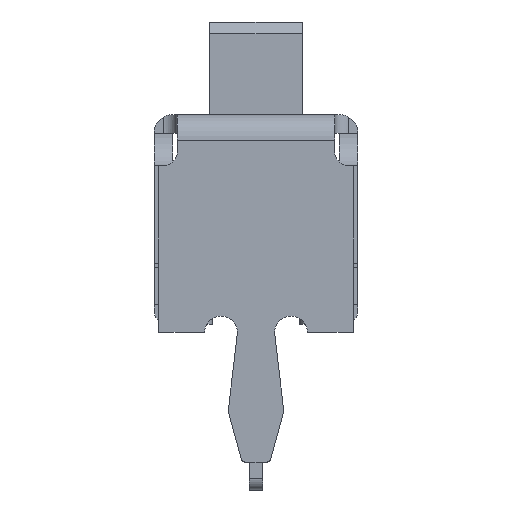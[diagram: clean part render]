
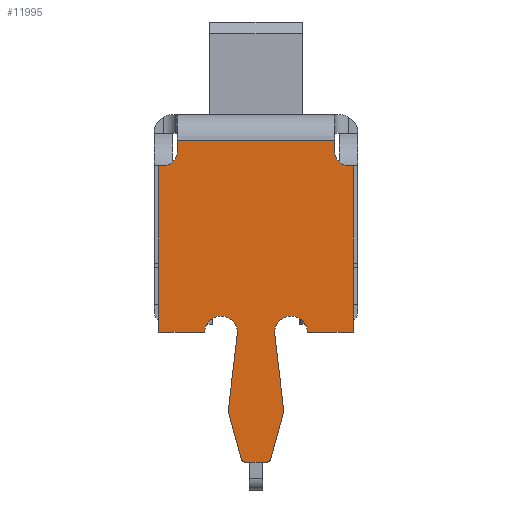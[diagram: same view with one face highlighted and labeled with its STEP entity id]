
A CAD part, left-side view. The second image highlights one B-rep face of the part: STEP entity #11995.
In plain terms, the highlighted planar face has unit normal (-1, 0, 0).
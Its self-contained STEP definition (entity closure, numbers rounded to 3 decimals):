
#8705=CARTESIAN_POINT('',(-7.35,-0.755,-0.6));
#8706=DIRECTION('',(1.,0.,0.));
#8707=DIRECTION('',(0.,1.,0.));
#8708=AXIS2_PLACEMENT_3D('',#8705,#8706,#8707);
#8710=DIRECTION('',(0.,-0.117,-0.993));
#8711=VECTOR('',#8710,1.712);
#8712=CARTESIAN_POINT('',(-7.35,-0.4,-0.6));
#8713=LINE('',#8712,#8711);
#8714=DIRECTION('',(0.,0.263,-0.965));
#8715=VECTOR('',#8714,1.064);
#8716=CARTESIAN_POINT('',(-7.35,-0.6,-2.3));
#8717=LINE('',#8716,#8715);
#8718=CARTESIAN_POINT('',(-7.35,-0.224,-3.3));
#8719=DIRECTION('',(-1.,0.,0.));
#8720=DIRECTION('',(0.,0.,-1.));
#8721=AXIS2_PLACEMENT_3D('',#8718,#8719,#8720);
#8723=DIRECTION('',(0.,1.,0.));
#8724=VECTOR('',#8723,0.447);
#8725=CARTESIAN_POINT('',(-7.35,-0.224,-3.4));
#8726=LINE('',#8725,#8724);
#8727=CARTESIAN_POINT('',(-7.35,0.224,-3.3));
#8728=DIRECTION('',(-1.,0.,0.));
#8729=DIRECTION('',(0.,0.965,-0.263));
#8730=AXIS2_PLACEMENT_3D('',#8727,#8728,#8729);
#8732=DIRECTION('',(0.,0.263,0.965));
#8733=VECTOR('',#8732,1.064);
#8734=CARTESIAN_POINT('',(-7.35,0.32,-3.326));
#8735=LINE('',#8734,#8733);
#8736=DIRECTION('',(0.,-0.117,0.993));
#8737=VECTOR('',#8736,1.712);
#8738=CARTESIAN_POINT('',(-7.35,0.6,-2.3));
#8739=LINE('',#8738,#8737);
#8740=CARTESIAN_POINT('',(-7.35,0.755,-0.6));
#8741=DIRECTION('',(1.,0.,0.));
#8742=DIRECTION('',(0.,1.,0.));
#8743=AXIS2_PLACEMENT_3D('',#8740,#8741,#8742);
#8745=DIRECTION('',(0.,-1.,0.));
#8746=VECTOR('',#8745,0.1);
#8747=CARTESIAN_POINT('',(-7.35,2.1,3.));
#8748=LINE('',#8747,#8746);
#8749=DIRECTION('',(0.,0.,-1.));
#8750=VECTOR('',#8749,0.249);
#8751=CARTESIAN_POINT('',(-7.35,1.7,3.549));
#8752=LINE('',#8751,#8750);
#8753=DIRECTION('',(0.,1.,0.));
#8754=VECTOR('',#8753,3.4);
#8755=CARTESIAN_POINT('',(-7.35,-1.7,3.549));
#8756=LINE('',#8755,#8754);
#8757=DIRECTION('',(0.,0.,-1.));
#8758=VECTOR('',#8757,0.249);
#8759=CARTESIAN_POINT('',(-7.35,-1.7,3.549));
#8760=LINE('',#8759,#8758);
#8761=DIRECTION('',(0.,1.,0.));
#8762=VECTOR('',#8761,0.1);
#8763=CARTESIAN_POINT('',(-7.35,-2.1,3.));
#8764=LINE('',#8763,#8762);
#8769=DIRECTION('',(0.,1.,0.));
#8770=VECTOR('',#8769,0.991);
#8771=CARTESIAN_POINT('',(-7.35,-2.1,-0.6));
#8772=LINE('',#8771,#8770);
#8777=DIRECTION('',(0.,1.,0.));
#8778=VECTOR('',#8777,0.991);
#8779=CARTESIAN_POINT('',(-7.35,1.109,-0.6));
#8780=LINE('',#8779,#8778);
#8793=DIRECTION('',(0.,0.,-1.));
#8794=VECTOR('',#8793,3.6);
#8795=CARTESIAN_POINT('',(-7.35,-2.1,3.));
#8796=LINE('',#8795,#8794);
#8806=CARTESIAN_POINT('',(-7.35,-2.,3.3));
#8807=DIRECTION('',(1.,0.,0.));
#8808=DIRECTION('',(0.,0.,-1.));
#8809=AXIS2_PLACEMENT_3D('',#8806,#8807,#8808);
#8915=CARTESIAN_POINT('',(-7.35,2.,3.3));
#8916=DIRECTION('',(1.,0.,0.));
#8917=DIRECTION('',(0.,-1.,0.));
#8918=AXIS2_PLACEMENT_3D('',#8915,#8916,#8917);
#8933=DIRECTION('',(0.,0.,-1.));
#8934=VECTOR('',#8933,3.6);
#8935=CARTESIAN_POINT('',(-7.35,2.1,3.));
#8936=LINE('',#8935,#8934);
#9359=CARTESIAN_POINT('',(-7.35,-2.1,-0.6));
#9361=VERTEX_POINT('',#9359);
#9363=CARTESIAN_POINT('',(-7.35,2.1,-0.6));
#9365=VERTEX_POINT('',#9363);
#9367=CARTESIAN_POINT('',(-7.35,-0.6,-2.3));
#9369=VERTEX_POINT('',#9367);
#9371=CARTESIAN_POINT('',(-7.35,0.6,-2.3));
#9373=VERTEX_POINT('',#9371);
#9375=CARTESIAN_POINT('',(-7.35,2.1,3.));
#9377=VERTEX_POINT('',#9375);
#9380=CARTESIAN_POINT('',(-7.35,1.7,3.549));
#9382=VERTEX_POINT('',#9380);
#9387=CARTESIAN_POINT('',(-7.35,-2.1,3.));
#9389=VERTEX_POINT('',#9387);
#9392=CARTESIAN_POINT('',(-7.35,-1.7,3.549));
#9394=VERTEX_POINT('',#9392);
#9407=CARTESIAN_POINT('',(-7.35,1.7,3.3));
#9409=VERTEX_POINT('',#9407);
#9411=CARTESIAN_POINT('',(-7.35,2.,3.));
#9413=VERTEX_POINT('',#9411);
#9424=CARTESIAN_POINT('',(-7.35,-1.7,3.3));
#9426=VERTEX_POINT('',#9424);
#9428=CARTESIAN_POINT('',(-7.35,-2.,3.));
#9430=VERTEX_POINT('',#9428);
#9431=CARTESIAN_POINT('',(-7.35,0.32,-3.326));
#9432=CARTESIAN_POINT('',(-7.35,0.224,-3.4));
#9433=VERTEX_POINT('',#9431);
#9434=VERTEX_POINT('',#9432);
#9439=CARTESIAN_POINT('',(-7.35,-0.224,-3.4));
#9440=CARTESIAN_POINT('',(-7.35,-0.32,-3.326));
#9441=VERTEX_POINT('',#9439);
#9442=VERTEX_POINT('',#9440);
#9447=CARTESIAN_POINT('',(-7.35,-0.4,-0.6));
#9448=CARTESIAN_POINT('',(-7.35,-1.109,-0.6));
#9449=VERTEX_POINT('',#9447);
#9450=VERTEX_POINT('',#9448);
#9451=CARTESIAN_POINT('',(-7.35,1.109,-0.6));
#9452=CARTESIAN_POINT('',(-7.35,0.4,-0.6));
#9453=VERTEX_POINT('',#9451);
#9454=VERTEX_POINT('',#9452);
#11950=CARTESIAN_POINT('',(-7.35,-2.1,3.549));
#11951=DIRECTION('',(1.,0.,0.));
#11952=DIRECTION('',(0.,0.,-1.));
#11953=AXIS2_PLACEMENT_3D('',#11950,#11951,#11952);
#11954=PLANE('',#11953);
#11956=ORIENTED_EDGE('',*,*,#11955,.F.);
#11958=ORIENTED_EDGE('',*,*,#11957,.T.);
#11960=ORIENTED_EDGE('',*,*,#11959,.T.);
#11962=ORIENTED_EDGE('',*,*,#11961,.F.);
#11964=ORIENTED_EDGE('',*,*,#11963,.T.);
#11966=ORIENTED_EDGE('',*,*,#11965,.F.);
#11968=ORIENTED_EDGE('',*,*,#11967,.T.);
#11970=ORIENTED_EDGE('',*,*,#11969,.T.);
#11972=ORIENTED_EDGE('',*,*,#11971,.F.);
#11974=ORIENTED_EDGE('',*,*,#11973,.T.);
#11976=ORIENTED_EDGE('',*,*,#11975,.F.);
#11978=ORIENTED_EDGE('',*,*,#11977,.T.);
#11980=ORIENTED_EDGE('',*,*,#11979,.F.);
#11982=ORIENTED_EDGE('',*,*,#11981,.F.);
#11983=ORIENTED_EDGE('',*,*,#11935,.F.);
#11984=ORIENTED_EDGE('',*,*,#10150,.T.);
#11986=ORIENTED_EDGE('',*,*,#11985,.F.);
#11988=ORIENTED_EDGE('',*,*,#11987,.F.);
#11990=ORIENTED_EDGE('',*,*,#11989,.T.);
#11992=ORIENTED_EDGE('',*,*,#11991,.T.);
#11993=EDGE_LOOP('',(#11956,#11958,#11960,#11962,#11964,#11966,#11968,#11970,
#11972,#11974,#11976,#11978,#11980,#11982,#11983,#11984,#11986,#11988,#11990,
#11992));
#11994=FACE_OUTER_BOUND('',#11993,.F.);
#11995=ADVANCED_FACE('',(#11994),#11954,.F.);
#8709=CIRCLE('',#8708,0.355);
#8722=CIRCLE('',#8721,0.1);
#8731=CIRCLE('',#8730,0.1);
#8744=CIRCLE('',#8743,0.355);
#8810=CIRCLE('',#8809,0.3);
#8919=CIRCLE('',#8918,0.3);
#10150=EDGE_CURVE('',#9394,#9426,#8760,.T.);
#11935=EDGE_CURVE('',#9394,#9382,#8756,.T.);
#11955=EDGE_CURVE('',#9449,#9450,#8709,.T.);
#11957=EDGE_CURVE('',#9449,#9369,#8713,.T.);
#11959=EDGE_CURVE('',#9369,#9442,#8717,.T.);
#11961=EDGE_CURVE('',#9441,#9442,#8722,.T.);
#11963=EDGE_CURVE('',#9441,#9434,#8726,.T.);
#11965=EDGE_CURVE('',#9433,#9434,#8731,.T.);
#11967=EDGE_CURVE('',#9433,#9373,#8735,.T.);
#11969=EDGE_CURVE('',#9373,#9454,#8739,.T.);
#11971=EDGE_CURVE('',#9453,#9454,#8744,.T.);
#11973=EDGE_CURVE('',#9453,#9365,#8780,.T.);
#11975=EDGE_CURVE('',#9377,#9365,#8936,.T.);
#11977=EDGE_CURVE('',#9377,#9413,#8748,.T.);
#11979=EDGE_CURVE('',#9409,#9413,#8919,.T.);
#11981=EDGE_CURVE('',#9382,#9409,#8752,.T.);
#11985=EDGE_CURVE('',#9430,#9426,#8810,.T.);
#11987=EDGE_CURVE('',#9389,#9430,#8764,.T.);
#11989=EDGE_CURVE('',#9389,#9361,#8796,.T.);
#11991=EDGE_CURVE('',#9361,#9450,#8772,.T.);
